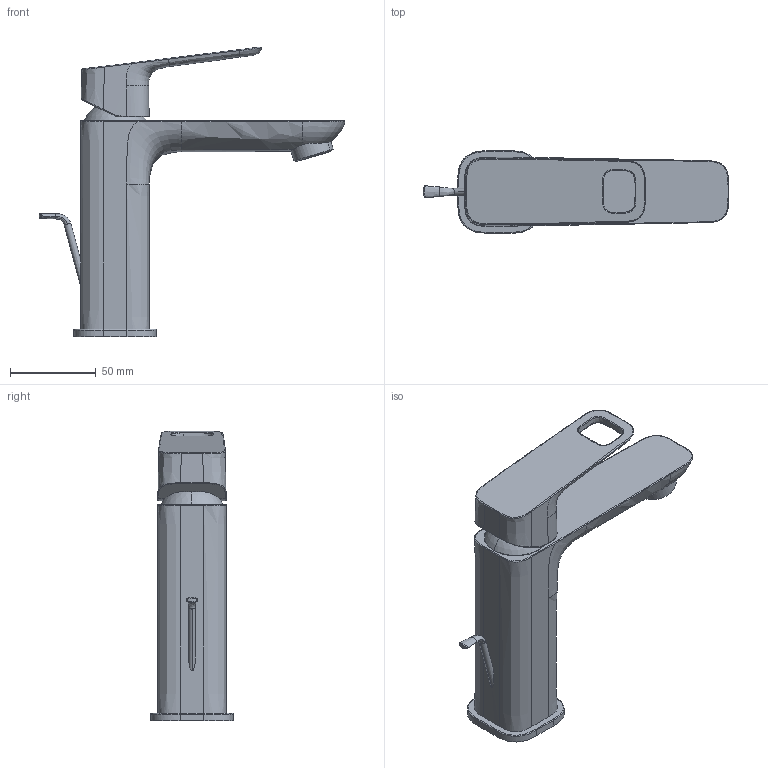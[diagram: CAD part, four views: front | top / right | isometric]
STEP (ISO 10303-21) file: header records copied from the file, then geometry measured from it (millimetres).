
FILE_DESCRIPTION(/* description */ ('AP214 STEP file'),/* implementation_level */ '2;1');
FILE_NAME(/* name */ '1012590000_out.stp',/* time_stamp */ '2023-10-10T05:21:01+02:00',/* author */ (''),/* organization */ (''),/* preprocessor_version */ 'ST-DEVELOPER v18.1',/* originating_system */ 'Elysium Co. Ltd. STEP Translator v8.3.0.0',/* authorisation */ '');
FILE_SCHEMA (('AUTOMOTIVE_DESIGN { 1 0 10303 214 3 1 1 }'));
Length unit declared in the file: millimetre
Products named in the file (1): 1012590000_extract
Bounding box: 178.24 x 48.08 x 169.1 mm (x, y, z)
Volume: 305686.7 mm3; surface area: 46904.6 mm2
Topology: 1 solids, 1 shells, 179 faces, 497 edges, 329 vertices
Faces by surface type: bspline 79, cylinder 40, plane 21, extrusion 13, cone 12, torus 10, sphere 4
Entity records: 14590 total; most frequent: CARTESIAN_POINT 9421, ORIENTED_EDGE 994, EDGE_CURVE 497, STYLED_ITEM 358, B_SPLINE_CURVE_WITH_KNOTS 355, VERTEX_POINT 329, EDGE_LOOP 190, DIRECTION 185
